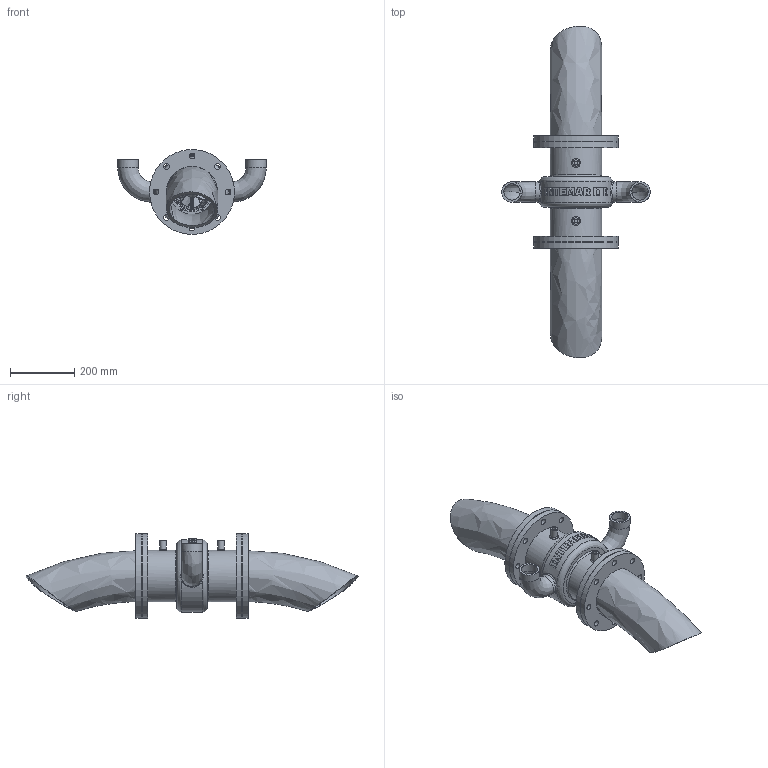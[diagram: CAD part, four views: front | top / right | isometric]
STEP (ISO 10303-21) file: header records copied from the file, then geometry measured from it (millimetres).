
FILE_DESCRIPTION(('FreeCAD Model'),'2;1');
FILE_NAME('Open CASCADE Shape Model','2025-05-03T13:21:41',('FreeCAD'),( 'FreeCAD'),'Open CASCADE STEP processor 7.6','FreeCAD','Unknown');
FILE_SCHEMA(('AUTOMOTIVE_DESIGN { 1 0 10303 214 1 1 1 1 }'));
Products named in the file (1): Open CASCADE STEP translator 7.6 1
Bounding box: 463.5 x 1036.46 x 264.88 mm (x, y, z)
Volume: 9421251.7 mm3; surface area: 2081027.1 mm2
Topology: 55 solids, 55 shells, 1364 faces, 3460 edges, 2254 vertices
Faces by surface type: bspline 558, plane 419, cylinder 387
Full cylindrical faces by diameter (mm): 1.5 x2, 2 x32, 2.459 x26, 3.5 x30, 4.134 x14, 5.5 x12, 11.445 x2, 13 x4, 15 x11, 18 x32, 20 x2, 25 x9, 28 x2, 30 x4, 35 x3, 38 x6, 50.8 x4, 63.5 x4, 87.232 x1, 110.83 x2, 113.67 x4, 118.83 x12, 129.9 x6, 135.46 x8, 136 x2, 139.7 x18, 140 x4, 160 x7, 210 x1, 265 x4
Entity records: 71211 total; most frequent: CARTESIAN_POINT 47717, ORIENTED_EDGE 6884, EDGE_CURVE 3442, VERTEX_POINT 2254, B_SPLINE_CURVE_WITH_KNOTS 2251, FACE_BOUND 1774, EDGE_LOOP 1774, DIRECTION 1614
